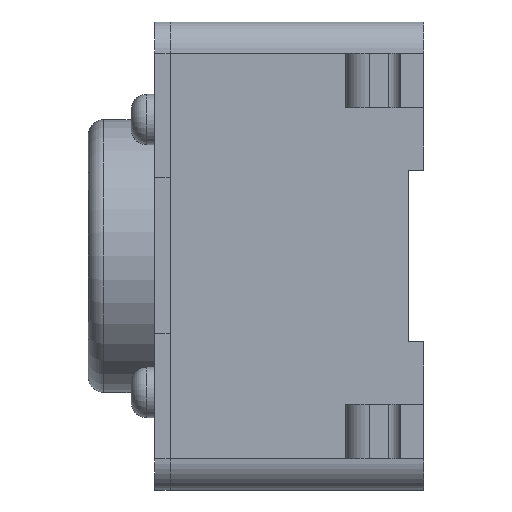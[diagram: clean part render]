
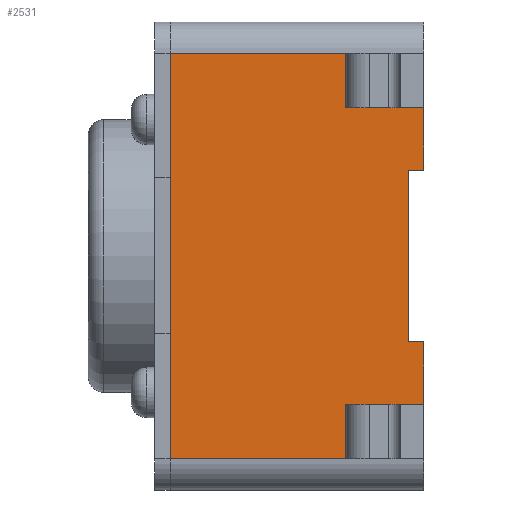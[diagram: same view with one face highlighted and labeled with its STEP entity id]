
A CAD part, left-side view. The second image highlights one B-rep face of the part: STEP entity #2531.
In plain terms, the highlighted planar face has unit normal (-1, 0, 0).
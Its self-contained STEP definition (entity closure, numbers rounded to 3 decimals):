
#34 = LINE ( 'NONE', #603, #1627 ) ;
#124 = LINE ( 'NONE', #1288, #405 ) ;
#242 = CARTESIAN_POINT ( 'NONE',  ( -3., 0., 2.6 ) ) ;
#258 = VERTEX_POINT ( 'NONE', #2325 ) ;
#269 = CARTESIAN_POINT ( 'NONE',  ( -3., 3.25, 2.6 ) ) ;
#295 = DIRECTION ( 'NONE',  ( 0., 0., 1. ) ) ;
#320 = ORIENTED_EDGE ( 'NONE', *, *, #2863, .T. ) ;
#335 = CARTESIAN_POINT ( 'NONE',  ( -3., 0.2, -1.1 ) ) ;
#405 = VECTOR ( 'NONE', #2469, 1000. ) ;
#455 = VERTEX_POINT ( 'NONE', #2161 ) ;
#472 = FACE_OUTER_BOUND ( 'NONE', #782, .T. ) ;
#476 = CARTESIAN_POINT ( 'NONE',  ( -3., 3.25, -2.6 ) ) ;
#560 = VECTOR ( 'NONE', #689, 1000. ) ;
#564 = VERTEX_POINT ( 'NONE', #777 ) ;
#603 = CARTESIAN_POINT ( 'NONE',  ( -3., 3.25, 2.6 ) ) ;
#608 = ORIENTED_EDGE ( 'NONE', *, *, #1205, .F. ) ;
#671 = LINE ( 'NONE', #1571, #1528 ) ;
#689 = DIRECTION ( 'NONE',  ( 0., -1., 0. ) ) ;
#732 = CARTESIAN_POINT ( 'NONE',  ( -3., 0., 2.6 ) ) ;
#763 = ORIENTED_EDGE ( 'NONE', *, *, #3743, .F. ) ;
#777 = CARTESIAN_POINT ( 'NONE',  ( -3., 0., 2.6 ) ) ;
#782 = EDGE_LOOP ( 'NONE', ( #2164, #608, #763, #2144, #3160, #1792, #889, #320 ) ) ;
#863 = AXIS2_PLACEMENT_3D ( 'NONE', #1636, #3374, #1655 ) ;
#889 = ORIENTED_EDGE ( 'NONE', *, *, #1453, .F. ) ;
#905 = LINE ( 'NONE', #1719, #2989 ) ;
#1037 = DIRECTION ( 'NONE',  ( 0., 0., 1. ) ) ;
#1187 = CARTESIAN_POINT ( 'NONE',  ( -3., 0.2, 1.1 ) ) ;
#1205 = EDGE_CURVE ( 'NONE', #1381, #455, #905, .T. ) ;
#1263 = VERTEX_POINT ( 'NONE', #269 ) ;
#1288 = CARTESIAN_POINT ( 'NONE',  ( -3., 3.25, 2.6 ) ) ;
#1325 = EDGE_CURVE ( 'NONE', #1263, #564, #34, .T. ) ;
#1358 = VECTOR ( 'NONE', #1929, 1000. ) ;
#1381 = VERTEX_POINT ( 'NONE', #335 ) ;
#1453 = EDGE_CURVE ( 'NONE', #3809, #1263, #124, .T. ) ;
#1528 = VECTOR ( 'NONE', #1862, 1000. ) ;
#1571 = CARTESIAN_POINT ( 'NONE',  ( -3., 3.25, -2.6 ) ) ;
#1627 = VECTOR ( 'NONE', #2396, 1000. ) ;
#1636 = CARTESIAN_POINT ( 'NONE',  ( -3., 3.25, 2.6 ) ) ;
#1655 = DIRECTION ( 'NONE',  ( 0., 0., -1. ) ) ;
#1719 = CARTESIAN_POINT ( 'NONE',  ( -3., 0.2, -1.1 ) ) ;
#1792 = ORIENTED_EDGE ( 'NONE', *, *, #1325, .F. ) ;
#1862 = DIRECTION ( 'NONE',  ( 0., -1., 0. ) ) ;
#1929 = DIRECTION ( 'NONE',  ( 0., 0., -1. ) ) ;
#2144 = ORIENTED_EDGE ( 'NONE', *, *, #2873, .T. ) ;
#2149 = CARTESIAN_POINT ( 'NONE',  ( -3., 0.2, 1.1 ) ) ;
#2161 = CARTESIAN_POINT ( 'NONE',  ( -3., 0., -1.1 ) ) ;
#2164 = ORIENTED_EDGE ( 'NONE', *, *, #3071, .T. ) ;
#2216 = PLANE ( 'NONE',  #863 ) ;
#2292 = VECTOR ( 'NONE', #295, 1000. ) ;
#2325 = CARTESIAN_POINT ( 'NONE',  ( -3., 0., -2.6 ) ) ;
#2396 = DIRECTION ( 'NONE',  ( 0., -1., 0. ) ) ;
#2469 = DIRECTION ( 'NONE',  ( 0., 0., 1. ) ) ;
#2531 = ADVANCED_FACE ( 'NONE', ( #472 ), #2216, .F. ) ;
#2535 = EDGE_CURVE ( 'NONE', #3499, #564, #3667, .T. ) ;
#2627 = DIRECTION ( 'NONE',  ( 0., -1., 0. ) ) ;
#2727 = VERTEX_POINT ( 'NONE', #1187 ) ;
#2751 = LINE ( 'NONE', #2149, #560 ) ;
#2863 = EDGE_CURVE ( 'NONE', #3809, #258, #671, .T. ) ;
#2873 = EDGE_CURVE ( 'NONE', #2727, #3499, #2751, .T. ) ;
#2989 = VECTOR ( 'NONE', #2627, 1000. ) ;
#3021 = VECTOR ( 'NONE', #1037, 1000. ) ;
#3071 = EDGE_CURVE ( 'NONE', #258, #455, #3779, .T. ) ;
#3134 = LINE ( 'NONE', #3769, #1358 ) ;
#3160 = ORIENTED_EDGE ( 'NONE', *, *, #2535, .T. ) ;
#3374 = DIRECTION ( 'NONE',  ( 1., 0., 0. ) ) ;
#3499 = VERTEX_POINT ( 'NONE', #3737 ) ;
#3667 = LINE ( 'NONE', #732, #3021 ) ;
#3737 = CARTESIAN_POINT ( 'NONE',  ( -3., 0., 1.1 ) ) ;
#3743 = EDGE_CURVE ( 'NONE', #2727, #1381, #3134, .T. ) ;
#3769 = CARTESIAN_POINT ( 'NONE',  ( -3., 0.2, 1.1 ) ) ;
#3779 = LINE ( 'NONE', #242, #2292 ) ;
#3809 = VERTEX_POINT ( 'NONE', #476 ) ;
